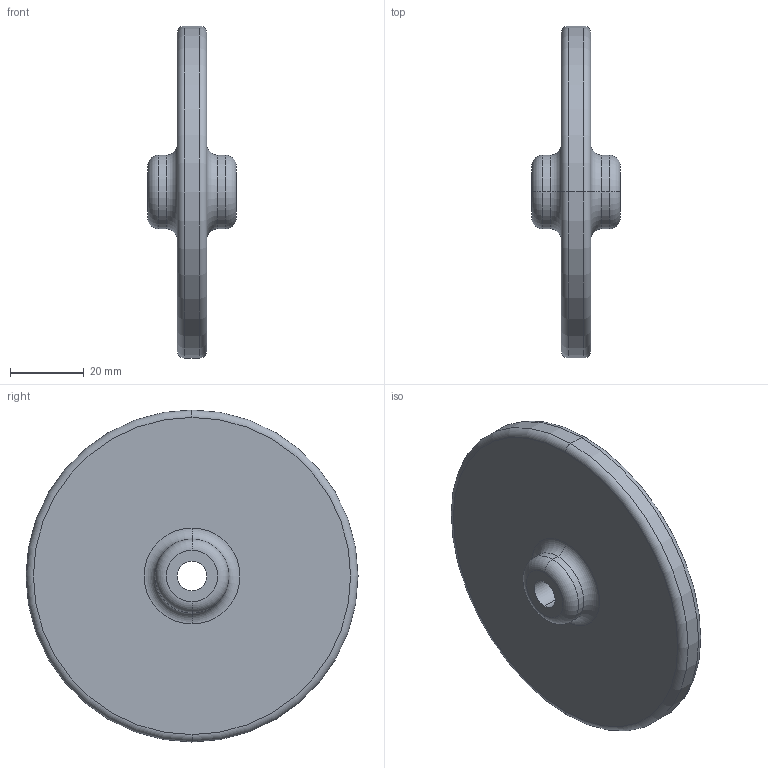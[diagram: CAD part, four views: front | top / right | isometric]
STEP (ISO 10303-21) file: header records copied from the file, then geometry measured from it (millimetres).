
FILE_DESCRIPTION (( 'STEP AP214' ), '1' );
FILE_NAME ('CNC-Laser-Sprocket_Center-Passive-Simple.STEP', '2015-07-22T11:57:29', ( 'user' ), ( '' ), 'SwSTEP 2.0', 'SolidWorks 2015', '' );
FILE_SCHEMA (( 'AUTOMOTIVE_DESIGN' ));
Length unit declared in the file: millimetre
Products named in the file (1): CNC-Laser-Sprocket_Center-Passive-Simple
Bounding box: 24 x 90 x 90 mm (x, y, z)
Volume: 54265.9 mm3; surface area: 15680.8 mm2
Topology: 1 solids, 1 shells, 24 faces, 48 edges, 28 vertices
Faces by surface type: torus 12, cylinder 8, plane 4
Entity records: 674 total; most frequent: DIRECTION 138, CARTESIAN_POINT 101, ORIENTED_EDGE 96, AXIS2_PLACEMENT_3D 65, EDGE_CURVE 48, CIRCLE 40, VERTEX_POINT 28, EDGE_LOOP 28
